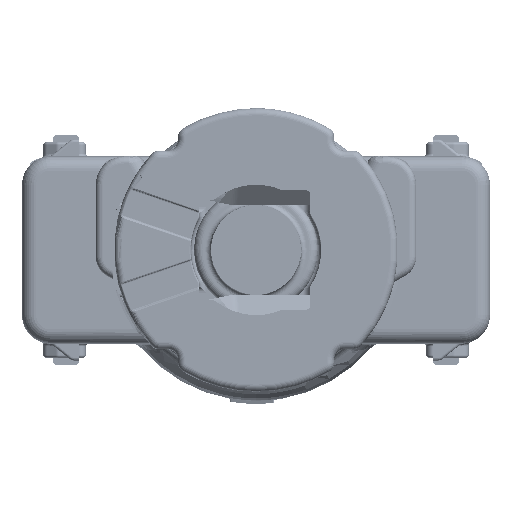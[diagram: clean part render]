
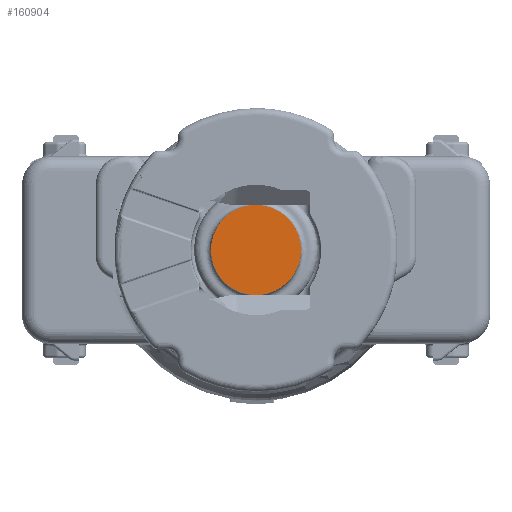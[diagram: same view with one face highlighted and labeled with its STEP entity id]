
A CAD part, left-side view. The second image highlights one B-rep face of the part: STEP entity #160904.
In plain terms, the highlighted planar face has unit normal (-1, 0, 0).
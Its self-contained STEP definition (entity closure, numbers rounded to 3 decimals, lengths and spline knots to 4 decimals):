
#160868=AXIS2_PLACEMENT_3D('Circle Axis2P3D',#160866,#160867,$) ;
#160898=AXIS2_PLACEMENT_3D('Plane Axis2P3D',#160895,#160896,#160897) ;
#160808=CARTESIAN_POINT('Vertex',(-27.625,-2.0605,2.4156)) ;
#160812=CARTESIAN_POINT('Control Point',(-27.625,2.0605,-2.4156)) ;
#160813=CARTESIAN_POINT('Control Point',(-27.625,1.681,-2.7393)) ;
#160814=CARTESIAN_POINT('Control Point',(-27.625,1.238,-2.9884)) ;
#160815=CARTESIAN_POINT('Control Point',(-27.625,0.751,-3.1463)) ;
#160816=CARTESIAN_POINT('Control Point',(-27.625,-0.2589,-3.2627)) ;
#160817=CARTESIAN_POINT('Control Point',(-27.625,-1.2377,-2.9885)) ;
#160818=CARTESIAN_POINT('Control Point',(-27.625,-1.6938,-2.7558)) ;
#160819=CARTESIAN_POINT('Control Point',(-27.625,-2.4901,-2.124)) ;
#160820=CARTESIAN_POINT('Control Point',(-27.625,-2.9884,-1.238)) ;
#160821=CARTESIAN_POINT('Control Point',(-27.625,-3.1463,-0.751)) ;
#160822=CARTESIAN_POINT('Control Point',(-27.625,-3.2627,0.2589)) ;
#160823=CARTESIAN_POINT('Control Point',(-27.625,-2.9885,1.2377)) ;
#160824=CARTESIAN_POINT('Control Point',(-27.625,-2.7558,1.6938)) ;
#160825=CARTESIAN_POINT('Control Point',(-27.625,-2.4399,2.0919)) ;
#160826=CARTESIAN_POINT('Control Point',(-27.625,-2.0605,2.4156)) ;
#160827=CARTESIAN_POINT('Vertex',(-27.625,2.0605,-2.4156)) ;
#160866=CARTESIAN_POINT('Axis2P3D Location',(-27.625,0.,0.)) ;
#160895=CARTESIAN_POINT('Axis2P3D Location',(-27.625,4.6714,-1.7828)) ;
#160867=DIRECTION('Axis2P3D Direction',(-1.,0.,0.)) ;
#160896=DIRECTION('Axis2P3D Direction',(1.,0.,0.)) ;
#160897=DIRECTION('Axis2P3D XDirection',(0.,0.934,-0.357)) ;
#160901=ORIENTED_EDGE('',*,*,#160829,.T.) ;
#160902=ORIENTED_EDGE('',*,*,#160870,.T.) ;
#160904=ADVANCED_FACE('SAE Male 1/4"',(#160903),#160899,.F.) ;
#160811=B_SPLINE_CURVE_WITH_KNOTS('',5,(#160812,#160813,#160814,#160815,#160816,#160817,#160818,#160819,#160820,#160821,#160822,#160823,#160824,#160825,#160826),.UNSPECIFIED.,.F.,.U.,(6,3,3,3,6),(-4.9873,-2.4936,0.,2.4936,4.9873),.UNSPECIFIED.) ;
#160869=CIRCLE('generated circle',#160868,3.175) ;
#160829=EDGE_CURVE('',#160828,#160809,#160811,.T.) ;
#160870=EDGE_CURVE('',#160809,#160828,#160869,.T.) ;
#160900=EDGE_LOOP('',(#160901,#160902)) ;
#160903=FACE_OUTER_BOUND('',#160900,.T.) ;
#160899=PLANE('',#160898) ;
#160809=VERTEX_POINT('',#160808) ;
#160828=VERTEX_POINT('',#160827) ;
